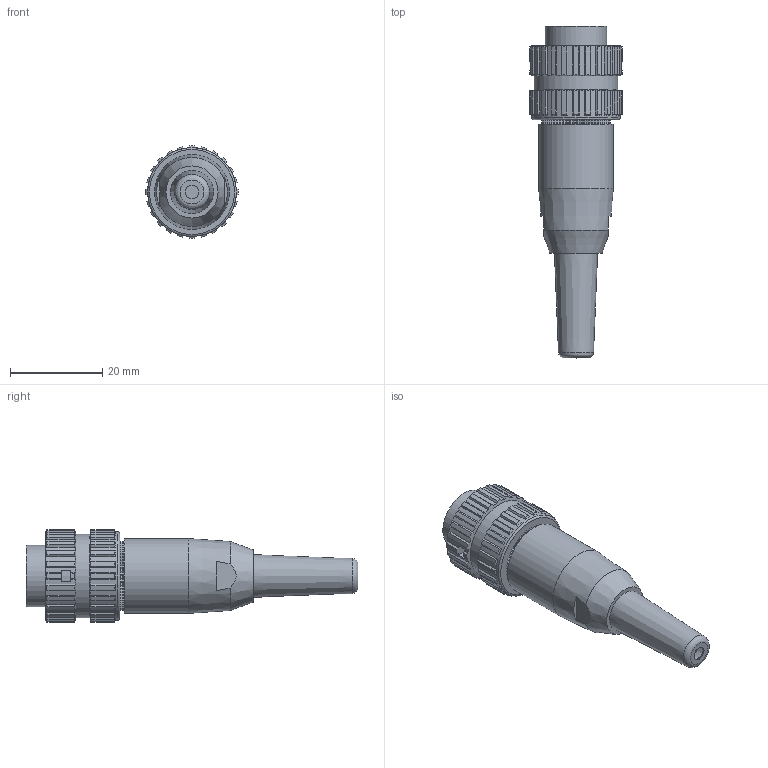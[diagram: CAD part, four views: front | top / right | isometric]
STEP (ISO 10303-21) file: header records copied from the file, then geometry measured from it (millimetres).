
FILE_DESCRIPTION(/* description */ (''),/* implementation_level */ '2;1');
FILE_NAME(/* name */ 't 3374 951 unxc001-01.stp',/* time_stamp */ '2019-07-08T16:35:25+02:00',/* author */ (''),/* organization */ (''),/* preprocessor_version */ 'ST-DEVELOPER v16.7',/* originating_system */ 'SIEMENS PLM Software NX 12.0',/* authorisation */ '');
FILE_SCHEMA (('AUTOMOTIVE_DESIGN { 1 0 10303 214 3 1 1 1 }'));
Length unit declared in the file: millimetre
Products named in the file (1): t 3374 951 unxc001-01
Bounding box: 20 x 71.9 x 20 mm (x, y, z)
Volume: 10231.6 mm3; surface area: 5059.2 mm2
Topology: 1 solids, 1 shells, 515 faces, 1471 edges, 966 vertices
Faces by surface type: plane 292, cylinder 156, cone 63, bspline 4
Full cylindrical faces by diameter (mm): 3 x1, 12.1 x1, 13.25 x1, 16.2 x1, 17.1 x1, 18 x1, 19.2 x1
Entity records: 16798 total; most frequent: CARTESIAN_POINT 3513, ORIENTED_EDGE 2896, DIRECTION 2678, EDGE_CURVE 1448, VERTEX_POINT 962, AXIS2_PLACEMENT_3D 955, LINE 768, VECTOR 768
